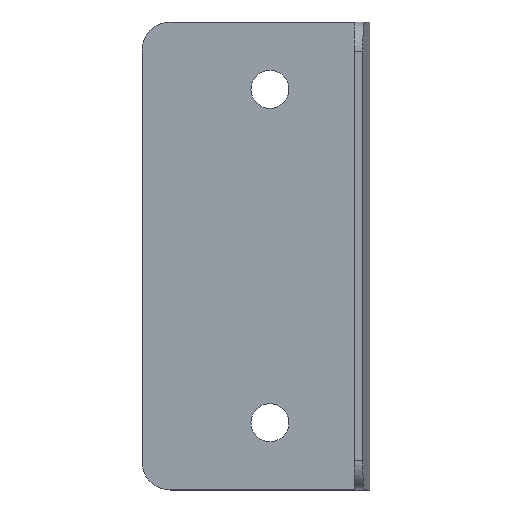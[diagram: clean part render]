
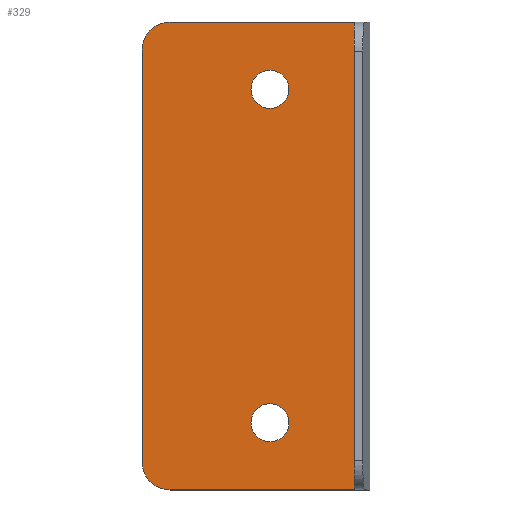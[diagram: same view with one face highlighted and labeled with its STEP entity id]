
A CAD part, top view. The second image highlights one B-rep face of the part: STEP entity #329.
In plain terms, the highlighted planar face has unit normal (0, 0, 1).
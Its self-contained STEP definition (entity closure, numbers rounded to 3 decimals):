
#9 = DIRECTION ( 'NONE',  ( 0., 0., 1. ) ) ;
#23 = DIRECTION ( 'NONE',  ( 1., 0., 0. ) ) ;
#25 = CARTESIAN_POINT ( 'NONE',  ( -20.4, -36.95, 2.9 ) ) ;
#30 = CARTESIAN_POINT ( 'NONE',  ( 5.9, 29.896, 2.9 ) ) ;
#53 = FACE_OUTER_BOUND ( 'NONE', #457, .T. ) ;
#62 = CARTESIAN_POINT ( 'NONE',  ( -15.4, -41.95, 2.9 ) ) ;
#68 = CARTESIAN_POINT ( 'NONE',  ( 2.5, -29.896, 2.9 ) ) ;
#70 = EDGE_CURVE ( 'NONE', #290, #532, #528, .T. ) ;
#73 = ORIENTED_EDGE ( 'NONE', *, *, #99, .F. ) ;
#79 = AXIS2_PLACEMENT_3D ( 'NONE', #374, #9, #209 ) ;
#83 = CARTESIAN_POINT ( 'NONE',  ( -15.4, 36.95, 2.9 ) ) ;
#86 = CIRCLE ( 'NONE', #314, 3.4 ) ;
#87 = FACE_BOUND ( 'NONE', #419, .T. ) ;
#92 = DIRECTION ( 'NONE',  ( 0., 0., 1. ) ) ;
#99 = EDGE_CURVE ( 'NONE', #335, #151, #141, .T. ) ;
#101 = AXIS2_PLACEMENT_3D ( 'NONE', #181, #512, #23 ) ;
#104 = DIRECTION ( 'NONE',  ( 1., 0., 0. ) ) ;
#108 = AXIS2_PLACEMENT_3D ( 'NONE', #448, #531, #193 ) ;
#109 = AXIS2_PLACEMENT_3D ( 'NONE', #463, #92, #488 ) ;
#119 = LINE ( 'NONE', #407, #491 ) ;
#120 = ORIENTED_EDGE ( 'NONE', *, *, #520, .F. ) ;
#127 = CARTESIAN_POINT ( 'NONE',  ( 5.9, -29.896, 2.9 ) ) ;
#136 = DIRECTION ( 'NONE',  ( 0., -1., 0. ) ) ;
#138 = EDGE_CURVE ( 'NONE', #532, #290, #86, .T. ) ;
#139 = ORIENTED_EDGE ( 'NONE', *, *, #138, .F. ) ;
#141 = LINE ( 'NONE', #186, #204 ) ;
#147 = DIRECTION ( 'NONE',  ( 1., 0., 0. ) ) ;
#148 = EDGE_CURVE ( 'NONE', #250, #210, #402, .T. ) ;
#151 = VERTEX_POINT ( 'NONE', #489 ) ;
#155 = LINE ( 'NONE', #359, #511 ) ;
#175 = DIRECTION ( 'NONE',  ( 0., 0., 1. ) ) ;
#181 = CARTESIAN_POINT ( 'NONE',  ( 2.5, -29.896, 2.9 ) ) ;
#186 = CARTESIAN_POINT ( 'NONE',  ( 17.65, 41.95, 2.9 ) ) ;
#187 = EDGE_CURVE ( 'NONE', #335, #274, #155, .T. ) ;
#188 = CARTESIAN_POINT ( 'NONE',  ( -0.9, 29.896, 2.9 ) ) ;
#193 = DIRECTION ( 'NONE',  ( 1., 0., 0. ) ) ;
#202 = FACE_BOUND ( 'NONE', #405, .T. ) ;
#204 = VECTOR ( 'NONE', #136, 1000. ) ;
#209 = DIRECTION ( 'NONE',  ( 1., 0., 0. ) ) ;
#210 = VERTEX_POINT ( 'NONE', #188 ) ;
#214 = DIRECTION ( 'NONE',  ( 1., 0., 0. ) ) ;
#218 = EDGE_CURVE ( 'NONE', #274, #498, #267, .T. ) ;
#223 = CARTESIAN_POINT ( 'NONE',  ( -20.4, 36.95, 2.9 ) ) ;
#233 = EDGE_CURVE ( 'NONE', #498, #506, #119, .T. ) ;
#235 = DIRECTION ( 'NONE',  ( -1., 0., 0. ) ) ;
#239 = ORIENTED_EDGE ( 'NONE', *, *, #70, .F. ) ;
#246 = PLANE ( 'NONE',  #493 ) ;
#250 = VERTEX_POINT ( 'NONE', #30 ) ;
#254 = ORIENTED_EDGE ( 'NONE', *, *, #233, .T. ) ;
#260 = VECTOR ( 'NONE', #104, 1000. ) ;
#267 = CIRCLE ( 'NONE', #108, 5. ) ;
#270 = ORIENTED_EDGE ( 'NONE', *, *, #148, .F. ) ;
#274 = VERTEX_POINT ( 'NONE', #400 ) ;
#288 = CIRCLE ( 'NONE', #109, 3.4 ) ;
#290 = VERTEX_POINT ( 'NONE', #127 ) ;
#295 = ORIENTED_EDGE ( 'NONE', *, *, #218, .T. ) ;
#306 = CIRCLE ( 'NONE', #79, 5. ) ;
#309 = DIRECTION ( 'NONE',  ( 1., 0., 0. ) ) ;
#310 = CARTESIAN_POINT ( 'NONE',  ( -0.9, -29.896, 2.9 ) ) ;
#314 = AXIS2_PLACEMENT_3D ( 'NONE', #68, #392, #147 ) ;
#322 = EDGE_CURVE ( 'NONE', #506, #378, #306, .T. ) ;
#329 = ADVANCED_FACE ( 'NONE', ( #87, #202, #53 ), #246, .T. ) ;
#335 = VERTEX_POINT ( 'NONE', #377 ) ;
#348 = AXIS2_PLACEMENT_3D ( 'NONE', #381, #175, #309 ) ;
#359 = CARTESIAN_POINT ( 'NONE',  ( -15.4, 41.95, 2.9 ) ) ;
#361 = DIRECTION ( 'NONE',  ( 0., -1., 0. ) ) ;
#374 = CARTESIAN_POINT ( 'NONE',  ( -15.4, -36.95, 2.9 ) ) ;
#375 = ORIENTED_EDGE ( 'NONE', *, *, #322, .T. ) ;
#377 = CARTESIAN_POINT ( 'NONE',  ( 17.65, 41.95, 2.9 ) ) ;
#378 = VERTEX_POINT ( 'NONE', #380 ) ;
#379 = EDGE_CURVE ( 'NONE', #378, #151, #470, .T. ) ;
#380 = CARTESIAN_POINT ( 'NONE',  ( -15.4, -41.95, 2.9 ) ) ;
#381 = CARTESIAN_POINT ( 'NONE',  ( 2.5, 29.896, 2.9 ) ) ;
#392 = DIRECTION ( 'NONE',  ( 0., 0., 1. ) ) ;
#400 = CARTESIAN_POINT ( 'NONE',  ( -15.4, 41.95, 2.9 ) ) ;
#402 = CIRCLE ( 'NONE', #348, 3.4 ) ;
#405 = EDGE_LOOP ( 'NONE', ( #139, #239 ) ) ;
#407 = CARTESIAN_POINT ( 'NONE',  ( -20.4, -36.95, 2.9 ) ) ;
#409 = DIRECTION ( 'NONE',  ( 0., 0., 1. ) ) ;
#419 = EDGE_LOOP ( 'NONE', ( #120, #270 ) ) ;
#448 = CARTESIAN_POINT ( 'NONE',  ( -15.4, 36.95, 2.9 ) ) ;
#452 = ORIENTED_EDGE ( 'NONE', *, *, #187, .T. ) ;
#457 = EDGE_LOOP ( 'NONE', ( #73, #452, #295, #254, #375, #459 ) ) ;
#459 = ORIENTED_EDGE ( 'NONE', *, *, #379, .T. ) ;
#463 = CARTESIAN_POINT ( 'NONE',  ( 2.5, 29.896, 2.9 ) ) ;
#470 = LINE ( 'NONE', #62, #260 ) ;
#488 = DIRECTION ( 'NONE',  ( 1., 0., 0. ) ) ;
#489 = CARTESIAN_POINT ( 'NONE',  ( 17.65, -41.95, 2.9 ) ) ;
#491 = VECTOR ( 'NONE', #361, 1000. ) ;
#493 = AXIS2_PLACEMENT_3D ( 'NONE', #83, #409, #214 ) ;
#498 = VERTEX_POINT ( 'NONE', #223 ) ;
#506 = VERTEX_POINT ( 'NONE', #25 ) ;
#511 = VECTOR ( 'NONE', #235, 1000. ) ;
#512 = DIRECTION ( 'NONE',  ( 0., 0., 1. ) ) ;
#520 = EDGE_CURVE ( 'NONE', #210, #250, #288, .T. ) ;
#528 = CIRCLE ( 'NONE', #101, 3.4 ) ;
#531 = DIRECTION ( 'NONE',  ( 0., 0., 1. ) ) ;
#532 = VERTEX_POINT ( 'NONE', #310 ) ;
